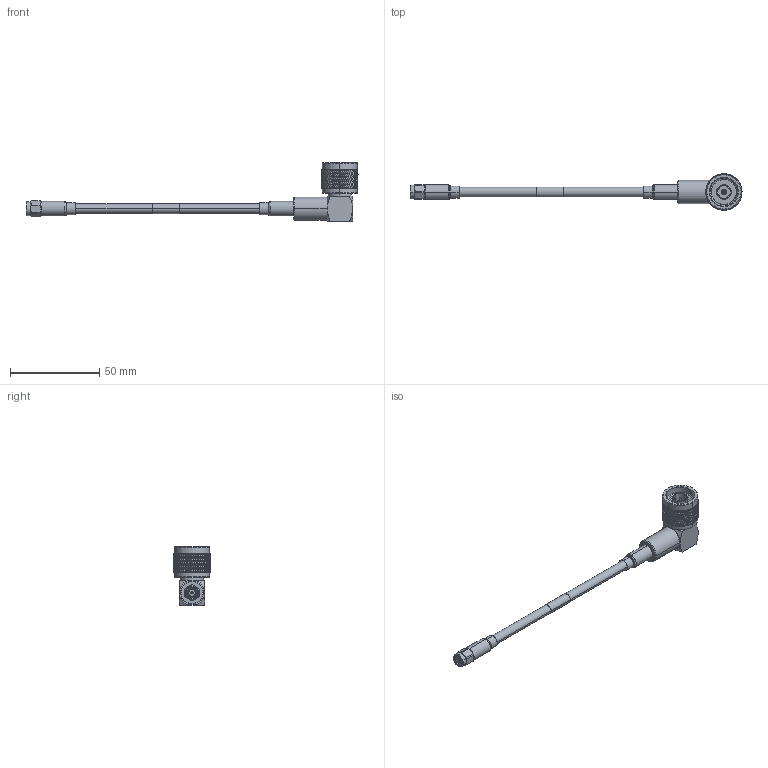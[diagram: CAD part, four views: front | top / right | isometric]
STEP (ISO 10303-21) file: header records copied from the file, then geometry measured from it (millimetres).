
FILE_DESCRIPTION (( 'STEP AP203' ), '1' );
FILE_NAME ('FMCA2727.STEP', '2022-03-09T17:46:03', ( '' ), ( '' ), 'SwSTEP 2.0', 'SolidWorks 2021', '' );
FILE_SCHEMA (( 'CONFIG_CONTROL_DESIGN' ));
Length unit declared in the file: millimetre
Products named in the file (8): SC7050-MA3_SC7050 -RG223; SC7050-MA1; RG223_with label; CA-240-MA1_.75" Long; SC7050_SC7050 -RG223; FMCA2727; FMCN1384; SC7059-MA2
Assembly tree (8 placements, depth 3):
  FMCA2727
    RG223_with label
    FMCN1384
    SC7050_SC7050 -RG223
      SC7050-MA1
      SC7059-MA2
      SC7050-MA3_SC7050 -RG223
    CA-240-MA1_.75" Long  x2
Bounding box: 186.11 x 20.32 x 32.95 mm (x, y, z)
Volume: 13016.1 mm3; surface area: 11396.8 mm2
Topology: 9 solids, 9 shells, 3193 faces, 6778 edges, 3620 vertices
Faces by surface type: bspline 2318, cylinder 671, plane 108, cone 76, torus 20
Entity records: 173016 total; most frequent: CARTESIAN_POINT 130313, ORIENTED_EDGE 13468, EDGE_CURVE 6734, VERTEX_POINT 3596, EDGE_LOOP 3200, ADVANCED_FACE 3171, FACE_OUTER_BOUND 3171, DIRECTION 2795
